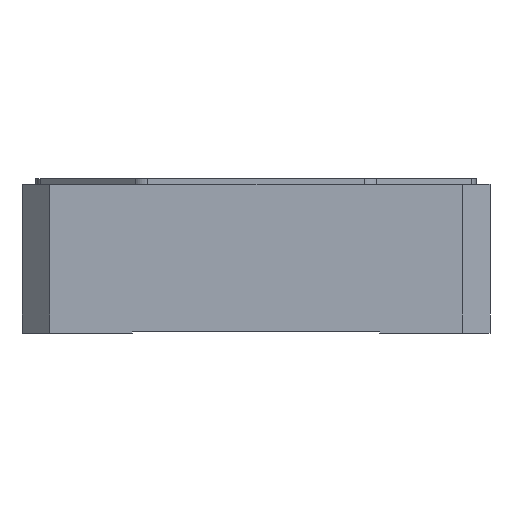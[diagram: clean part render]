
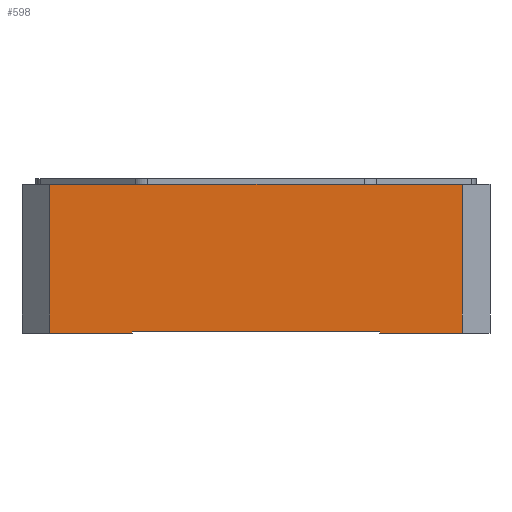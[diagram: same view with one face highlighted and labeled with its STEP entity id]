
A CAD part, front view. The second image highlights one B-rep face of the part: STEP entity #598.
In plain terms, the highlighted planar face has unit normal (0, -1, 0).
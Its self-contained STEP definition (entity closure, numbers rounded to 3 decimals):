
#99 = CARTESIAN_POINT ( 'NONE',  ( -42.5, -42.5, 27. ) ) ;
#216 = DIRECTION ( 'NONE',  ( 1., 0., 0. ) ) ;
#254 = VECTOR ( 'NONE', #2384, 1000. ) ;
#294 = CARTESIAN_POINT ( 'NONE',  ( -37.5, -42.5, 0. ) ) ;
#420 = AXIS2_PLACEMENT_3D ( 'NONE', #4387, #4457, #4466 ) ;
#472 = EDGE_CURVE ( 'NONE', #703, #612, #4377, .T. ) ;
#598 = ADVANCED_FACE ( 'NONE', ( #1381 ), #4437, .F. ) ;
#610 = CARTESIAN_POINT ( 'NONE',  ( 37.5, -42.5, 0. ) ) ;
#612 = VERTEX_POINT ( 'NONE', #4580 ) ;
#703 = VERTEX_POINT ( 'NONE', #610 ) ;
#722 = VECTOR ( 'NONE', #2048, 1000. ) ;
#879 = ORIENTED_EDGE ( 'NONE', *, *, #2698, .T. ) ;
#904 = EDGE_CURVE ( 'NONE', #2861, #1240, #1637, .T. ) ;
#927 = EDGE_CURVE ( 'NONE', #1240, #1288, #2296, .T. ) ;
#994 = VERTEX_POINT ( 'NONE', #3544 ) ;
#1001 = VECTOR ( 'NONE', #3004, 1000. ) ;
#1057 = LINE ( 'NONE', #2002, #1001 ) ;
#1240 = VERTEX_POINT ( 'NONE', #2555 ) ;
#1288 = VERTEX_POINT ( 'NONE', #1662 ) ;
#1381 = FACE_OUTER_BOUND ( 'NONE', #3454, .T. ) ;
#1637 = LINE ( 'NONE', #1967, #722 ) ;
#1662 = CARTESIAN_POINT ( 'NONE',  ( -22.5, -42.5, 0.2 ) ) ;
#1874 = EDGE_CURVE ( 'NONE', #994, #703, #1884, .T. ) ;
#1884 = LINE ( 'NONE', #2778, #2183 ) ;
#1967 = CARTESIAN_POINT ( 'NONE',  ( -42.5, -42.5, 0. ) ) ;
#2002 = CARTESIAN_POINT ( 'NONE',  ( -37.5, -42.5, 27. ) ) ;
#2048 = DIRECTION ( 'NONE',  ( 1., 0., 0. ) ) ;
#2128 = DIRECTION ( 'NONE',  ( 0., 0., -1. ) ) ;
#2177 = CARTESIAN_POINT ( 'NONE',  ( 22.5, -42.5, 27. ) ) ;
#2183 = VECTOR ( 'NONE', #2765, 1000. ) ;
#2187 = ORIENTED_EDGE ( 'NONE', *, *, #2443, .F. ) ;
#2249 = ORIENTED_EDGE ( 'NONE', *, *, #1874, .T. ) ;
#2296 = LINE ( 'NONE', #4318, #254 ) ;
#2384 = DIRECTION ( 'NONE',  ( 0., 0., 1. ) ) ;
#2416 = ORIENTED_EDGE ( 'NONE', *, *, #4326, .T. ) ;
#2443 = EDGE_CURVE ( 'NONE', #5003, #612, #4574, .T. ) ;
#2555 = CARTESIAN_POINT ( 'NONE',  ( -22.5, -42.5, 0. ) ) ;
#2698 = EDGE_CURVE ( 'NONE', #2985, #994, #4208, .T. ) ;
#2737 = CARTESIAN_POINT ( 'NONE',  ( -37.5, -42.5, 27. ) ) ;
#2765 = DIRECTION ( 'NONE',  ( 1., 0., 0. ) ) ;
#2778 = CARTESIAN_POINT ( 'NONE',  ( -42.5, -42.5, 0. ) ) ;
#2806 = ORIENTED_EDGE ( 'NONE', *, *, #927, .T. ) ;
#2861 = VERTEX_POINT ( 'NONE', #294 ) ;
#2985 = VERTEX_POINT ( 'NONE', #4632 ) ;
#2997 = EDGE_CURVE ( 'NONE', #2985, #1288, #3755, .T. ) ;
#3004 = DIRECTION ( 'NONE',  ( 0., 0., -1. ) ) ;
#3313 = DIRECTION ( 'NONE',  ( 0., 0., 1. ) ) ;
#3423 = CARTESIAN_POINT ( 'NONE',  ( 37.5, -42.5, 27. ) ) ;
#3431 = ORIENTED_EDGE ( 'NONE', *, *, #472, .T. ) ;
#3454 = EDGE_LOOP ( 'NONE', ( #3896, #2806, #4024, #879, #2249, #3431, #2187, #2416 ) ) ;
#3544 = CARTESIAN_POINT ( 'NONE',  ( 22.5, -42.5, 0. ) ) ;
#3739 = VECTOR ( 'NONE', #4552, 1000. ) ;
#3755 = LINE ( 'NONE', #4567, #3739 ) ;
#3896 = ORIENTED_EDGE ( 'NONE', *, *, #904, .T. ) ;
#4024 = ORIENTED_EDGE ( 'NONE', *, *, #2997, .F. ) ;
#4208 = LINE ( 'NONE', #2177, #4302 ) ;
#4302 = VECTOR ( 'NONE', #2128, 1000. ) ;
#4318 = CARTESIAN_POINT ( 'NONE',  ( -22.5, -42.5, 27. ) ) ;
#4326 = EDGE_CURVE ( 'NONE', #5003, #2861, #1057, .T. ) ;
#4377 = LINE ( 'NONE', #3423, #4587 ) ;
#4387 = CARTESIAN_POINT ( 'NONE',  ( -42.5, -42.5, 27. ) ) ;
#4437 = PLANE ( 'NONE',  #420 ) ;
#4457 = DIRECTION ( 'NONE',  ( 0., 1., 0. ) ) ;
#4466 = DIRECTION ( 'NONE',  ( 0., 0., 1. ) ) ;
#4552 = DIRECTION ( 'NONE',  ( -1., 0., 0. ) ) ;
#4567 = CARTESIAN_POINT ( 'NONE',  ( -42.5, -42.5, 0.2 ) ) ;
#4574 = LINE ( 'NONE', #99, #4620 ) ;
#4580 = CARTESIAN_POINT ( 'NONE',  ( 37.5, -42.5, 27. ) ) ;
#4587 = VECTOR ( 'NONE', #3313, 1000. ) ;
#4620 = VECTOR ( 'NONE', #216, 1000. ) ;
#4632 = CARTESIAN_POINT ( 'NONE',  ( 22.5, -42.5, 0.2 ) ) ;
#5003 = VERTEX_POINT ( 'NONE', #2737 ) ;
